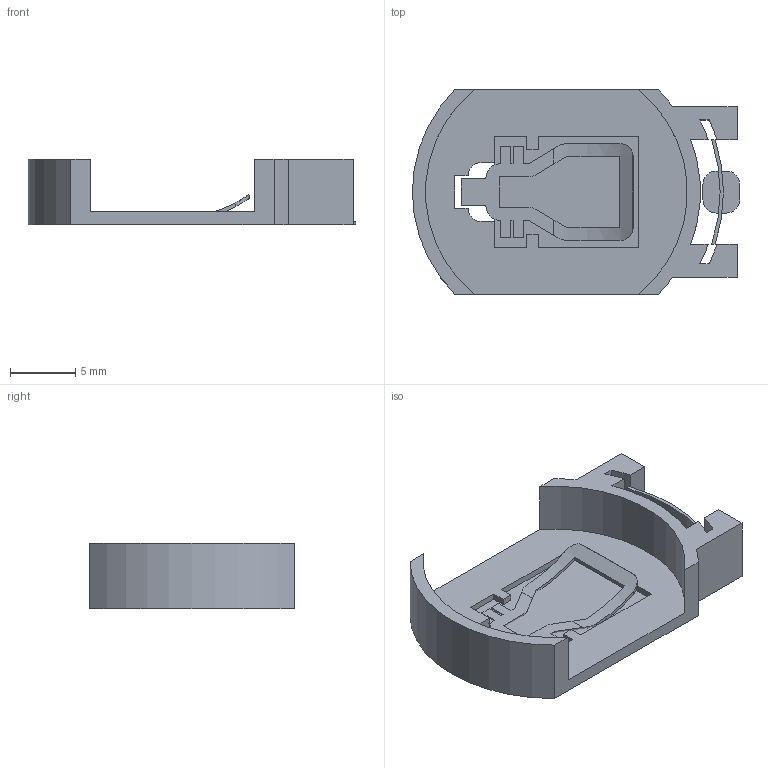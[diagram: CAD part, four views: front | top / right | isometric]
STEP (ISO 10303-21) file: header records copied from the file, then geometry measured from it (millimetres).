
FILE_DESCRIPTION(/* description */ (''),/* implementation_level */ '2;1');
FILE_NAME(/* name */ 'CR2332-TAKACHI v9.step',/* time_stamp */ '2020-05-01T13:21:25+09:00',/* author */ (''),/* organization */ (''),/* preprocessor_version */ 'ST-DEVELOPER v18.1',/* originating_system */ 'Autodesk Translation Framework v9.2.0.1227',/* authorisation */ '');
FILE_SCHEMA (('AUTOMOTIVE_DESIGN { 1 0 10303 214 3 1 1 }'));
Length unit declared in the file: millimetre
Products named in the file (1): CR2332-TAKACHI
Bounding box: 24.99 x 15.6 x 5 mm (x, y, z)
Volume: 509.3 mm3; surface area: 1382.8 mm2
Topology: 5 solids, 5 shells, 127 faces, 357 edges, 238 vertices
Faces by surface type: plane 97, cylinder 28, bspline 2
Entity records: 4319 total; most frequent: CARTESIAN_POINT 1009, ORIENTED_EDGE 714, DIRECTION 624, EDGE_CURVE 357, LINE 280, VECTOR 280, VERTEX_POINT 238, AXIS2_PLACEMENT_3D 172
